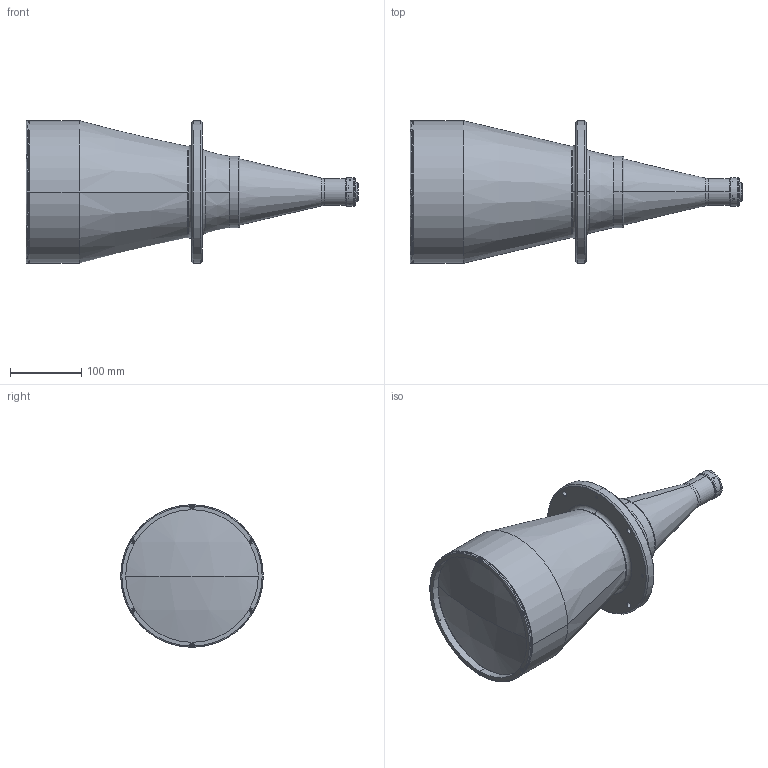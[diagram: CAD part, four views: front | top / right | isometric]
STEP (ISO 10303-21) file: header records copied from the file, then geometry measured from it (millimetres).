
FILE_DESCRIPTION (( 'STEP AP214' ), '1' );
FILE_NAME ('TC12144.STEP', '2016-10-03T10:12:16', ( '' ), ( '' ), 'SwSTEP 2.0', 'SolidWorks 2015', '' );
FILE_SCHEMA (( 'AUTOMOTIVE_DESIGN' ));
Length unit declared in the file: millimetre
Products named in the file (1): TC12144
Bounding box: 465.71 x 200 x 200 mm (x, y, z)
Surface area: 281768.6 mm2 (no closed solid volume)
Topology: 0 solids, 18 shells, 201 faces, 568 edges, 387 vertices
Faces by surface type: cylinder 75, plane 74, torus 30, cone 20, sphere 2
Entity records: 9207 total; most frequent: CARTESIAN_POINT 1545, DIRECTION 1236, ORIENTED_EDGE 990, EDGE_CURVE 568, AXIS2_PLACEMENT_3D 492, VERTEX_POINT 387, CIRCLE 290, EDGE_LOOP 256
